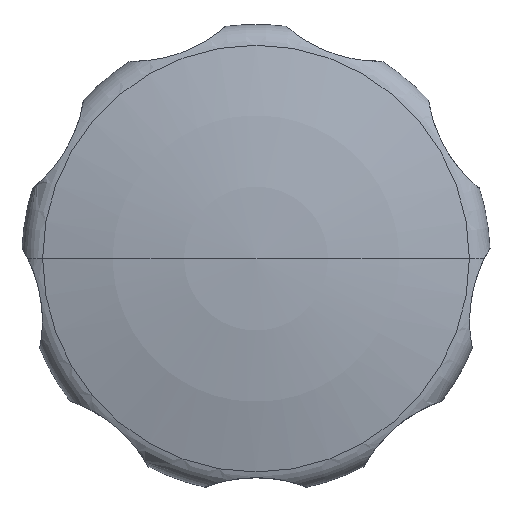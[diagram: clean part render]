
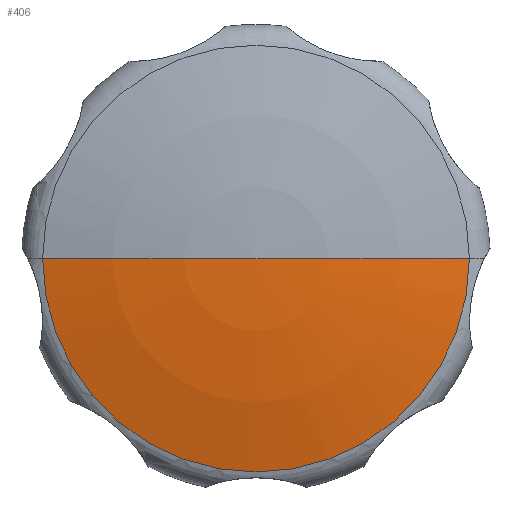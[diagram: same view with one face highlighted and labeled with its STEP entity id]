
A CAD part, top view. The second image highlights one B-rep face of the part: STEP entity #406.
In plain terms, the highlighted spherical face has radius 88.136 mm.
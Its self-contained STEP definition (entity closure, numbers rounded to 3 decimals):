
#248=EDGE_CURVE('',#376,#474,#654,.T.);
#376=VERTEX_POINT('',#796);
#386=VERTEX_POINT('',#808);
#406=ADVANCED_FACE('',(#829),#830,.T.);
#474=VERTEX_POINT('',#902);
#476=EDGE_CURVE('',#386,#474,#904,.T.);
#550=EDGE_CURVE('',#386,#376,#984,.T.);
#654=CIRCLE('',#1117,88.136);
#796=CARTESIAN_POINT('',(0.,0.,44.0));
#808=CARTESIAN_POINT('',(-22.775,0.,41.006));
#829=FACE_OUTER_BOUND('',#1600,.T.);
#830=SPHERICAL_SURFACE('',#1601,88.136);
#902=CARTESIAN_POINT('',(22.775,0.,41.006));
#904=CIRCLE('',#1772,22.775);
#984=CIRCLE('',#2017,88.136);
#1117=AXIS2_PLACEMENT_3D('',#2213,#2214,#2215);
#1600=EDGE_LOOP('',(#2436,#2437,#2438));
#1601=AXIS2_PLACEMENT_3D('',#2439,#2440,#2441);
#1772=AXIS2_PLACEMENT_3D('',#2496,#2497,#2498);
#2017=AXIS2_PLACEMENT_3D('',#2576,#2577,#2578);
#2213=CARTESIAN_POINT('',(0.,0.,-44.136));
#2214=DIRECTION('',(0.,1.0,0.));
#2215=DIRECTION('',(0.0,0.,-1.0));
#2436=ORIENTED_EDGE('',*,*,#550,.F.);
#2437=ORIENTED_EDGE('',*,*,#476,.T.);
#2438=ORIENTED_EDGE('',*,*,#248,.F.);
#2439=CARTESIAN_POINT('',(0.,0.,-44.136));
#2440=DIRECTION('',(0.,0.,1.0));
#2441=DIRECTION('',(-1.0,0.,0.0));
#2496=CARTESIAN_POINT('',(0.,0.,41.006));
#2497=DIRECTION('',(0.,0.,1.0));
#2498=DIRECTION('',(-1.0,0.,0.));
#2576=CARTESIAN_POINT('',(0.,0.,-44.136));
#2577=DIRECTION('',(0.,1.0,0.));
#2578=DIRECTION('',(0.0,0.,-1.0));
